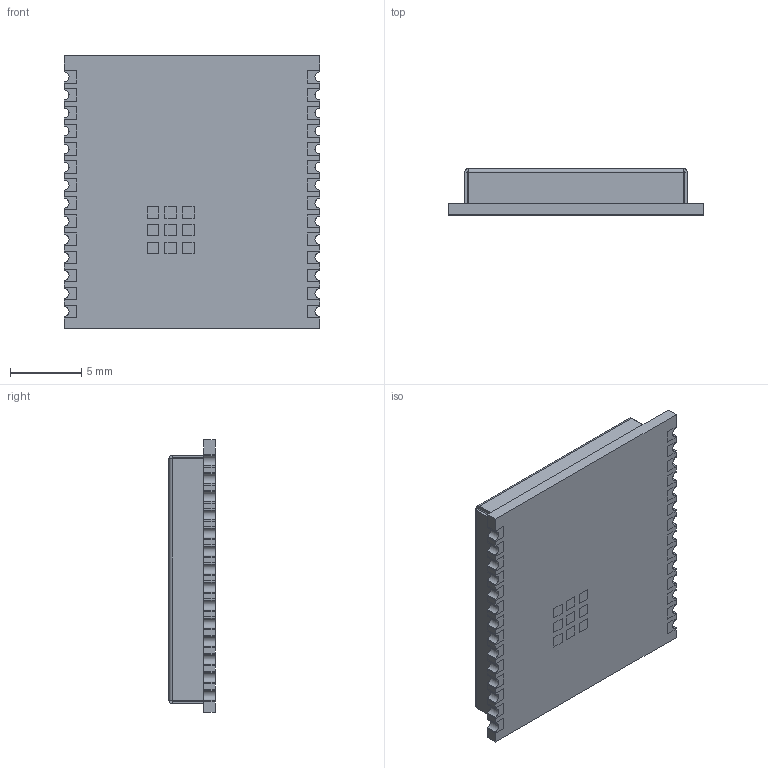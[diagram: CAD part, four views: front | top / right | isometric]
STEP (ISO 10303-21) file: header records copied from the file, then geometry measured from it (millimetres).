
FILE_DESCRIPTION (( 'STEP AP214' ), '1' );
FILE_NAME ('ESP32-C6-WROOM-1U-N8.STEP', '2025-01-30T08:22:57', ( '' ), ( '' ), 'SwSTEP 2.0', 'SolidWorks 2021', '' );
FILE_SCHEMA (( 'AUTOMOTIVE_DESIGN' ));
Length unit declared in the file: millimetre
Products named in the file (3): antenna jack; ESP32-C6-WROOM-1U-N8-board; ESP32-C6-WROOM-1U-N8
Assembly tree (2 placements, depth 2):
  ESP32-C6-WROOM-1U-N8
    ESP32-C6-WROOM-1U-N8-board
    antenna jack
Bounding box: 18 x 3.25 x 19.2 mm (x, y, z)
Volume: 352.3 mm3; surface area: 1722.5 mm2
Topology: 44 solids, 44 shells, 731 faces, 1838 edges, 1204 vertices
Faces by surface type: plane 635, cylinder 74, bspline 16, cone 6
Entity records: 22284 total; most frequent: CARTESIAN_POINT 4220, ORIENTED_EDGE 3668, DIRECTION 3392, EDGE_CURVE 1834, LINE 1672, VECTOR 1672, VERTEX_POINT 1204, AXIS2_PLACEMENT_3D 860
